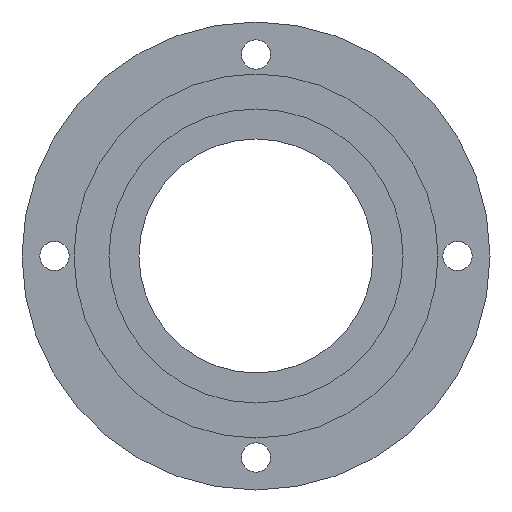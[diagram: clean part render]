
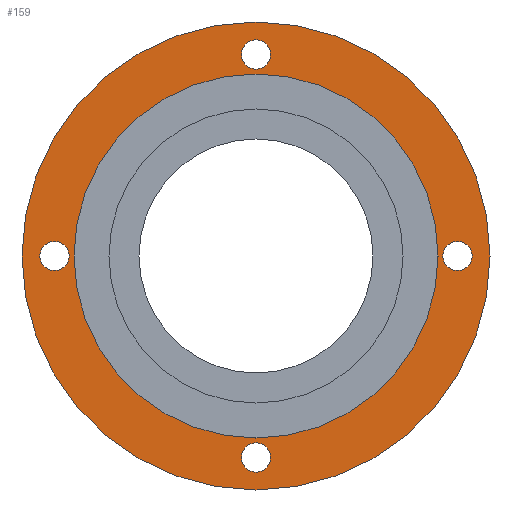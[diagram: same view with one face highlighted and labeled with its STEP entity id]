
A CAD part, left-side view. The second image highlights one B-rep face of the part: STEP entity #159.
In plain terms, the highlighted planar face has unit normal (-1, 0, 0).
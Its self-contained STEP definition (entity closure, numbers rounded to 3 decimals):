
#4 = DIRECTION ( 'NONE',  ( 0., 0., 1. ) ) ;
#8 = DIRECTION ( 'NONE',  ( 1., 0., 0. ) ) ;
#12 = EDGE_CURVE ( 'NONE', #849, #1073, #605, .T. ) ;
#25 = AXIS2_PLACEMENT_3D ( 'NONE', #169, #8, #677 ) ;
#28 = ORIENTED_EDGE ( 'NONE', *, *, #237, .T. ) ;
#45 = EDGE_CURVE ( 'NONE', #272, #771, #633, .T. ) ;
#53 = ORIENTED_EDGE ( 'NONE', *, *, #988, .T. ) ;
#94 = EDGE_LOOP ( 'NONE', ( #103, #359 ) ) ;
#103 = ORIENTED_EDGE ( 'NONE', *, *, #12, .T. ) ;
#104 = ORIENTED_EDGE ( 'NONE', *, *, #640, .F. ) ;
#121 = ORIENTED_EDGE ( 'NONE', *, *, #1040, .T. ) ;
#127 = CIRCLE ( 'NONE', #864, 28. ) ;
#130 = ORIENTED_EDGE ( 'NONE', *, *, #45, .F. ) ;
#159 = ADVANCED_FACE ( 'NONE', ( #188, #969, #351, #404, #945, #454 ), #1067, .F. ) ;
#166 = CARTESIAN_POINT ( 'NONE',  ( -12., -31., 0. ) ) ;
#169 = CARTESIAN_POINT ( 'NONE',  ( -12., 31., 0. ) ) ;
#179 = ORIENTED_EDGE ( 'NONE', *, *, #535, .T. ) ;
#183 = DIRECTION ( 'NONE',  ( 0., 0., 1. ) ) ;
#187 = CIRCLE ( 'NONE', #583, 2.25 ) ;
#188 = FACE_BOUND ( 'NONE', #217, .T. ) ;
#195 = AXIS2_PLACEMENT_3D ( 'NONE', #216, #552, #976 ) ;
#216 = CARTESIAN_POINT ( 'NONE',  ( -12., 36., 0. ) ) ;
#217 = EDGE_LOOP ( 'NONE', ( #28, #53 ) ) ;
#229 = VERTEX_POINT ( 'NONE', #568 ) ;
#237 = EDGE_CURVE ( 'NONE', #678, #781, #295, .T. ) ;
#241 = CARTESIAN_POINT ( 'NONE',  ( -12., 0., 31. ) ) ;
#244 = CARTESIAN_POINT ( 'NONE',  ( -12., 0., -28.75 ) ) ;
#246 = CARTESIAN_POINT ( 'NONE',  ( -12., 31., 0. ) ) ;
#249 = DIRECTION ( 'NONE',  ( 0., 0., -1. ) ) ;
#251 = AXIS2_PLACEMENT_3D ( 'NONE', #726, #1076, #307 ) ;
#252 = VERTEX_POINT ( 'NONE', #1074 ) ;
#258 = CARTESIAN_POINT ( 'NONE',  ( -12., 0., 0. ) ) ;
#267 = DIRECTION ( 'NONE',  ( 0., 0., -1. ) ) ;
#272 = VERTEX_POINT ( 'NONE', #906 ) ;
#274 = EDGE_LOOP ( 'NONE', ( #179, #287 ) ) ;
#276 = CARTESIAN_POINT ( 'NONE',  ( -12., 0., 28.75 ) ) ;
#287 = ORIENTED_EDGE ( 'NONE', *, *, #413, .T. ) ;
#295 = CIRCLE ( 'NONE', #251, 2.25 ) ;
#307 = DIRECTION ( 'NONE',  ( 0., 0., -1. ) ) ;
#329 = EDGE_LOOP ( 'NONE', ( #478, #742 ) ) ;
#338 = CARTESIAN_POINT ( 'NONE',  ( -12., -31., 0. ) ) ;
#347 = EDGE_CURVE ( 'NONE', #948, #821, #391, .T. ) ;
#351 = FACE_BOUND ( 'NONE', #94, .T. ) ;
#359 = ORIENTED_EDGE ( 'NONE', *, *, #840, .T. ) ;
#363 = DIRECTION ( 'NONE',  ( 0., 0., 1. ) ) ;
#370 = CARTESIAN_POINT ( 'NONE',  ( -12., 0., -31. ) ) ;
#372 = AXIS2_PLACEMENT_3D ( 'NONE', #241, #572, #393 ) ;
#376 = DIRECTION ( 'NONE',  ( 1., 0., 0. ) ) ;
#391 = CIRCLE ( 'NONE', #529, 2.25 ) ;
#393 = DIRECTION ( 'NONE',  ( 0., 0., -1. ) ) ;
#404 = FACE_BOUND ( 'NONE', #987, .T. ) ;
#413 = EDGE_CURVE ( 'NONE', #1021, #229, #187, .T. ) ;
#454 = FACE_OUTER_BOUND ( 'NONE', #329, .T. ) ;
#472 = CARTESIAN_POINT ( 'NONE',  ( -12., 0., 0. ) ) ;
#477 = AXIS2_PLACEMENT_3D ( 'NONE', #777, #1050, #267 ) ;
#478 = ORIENTED_EDGE ( 'NONE', *, *, #1006, .T. ) ;
#507 = DIRECTION ( 'NONE',  ( -1., 0., 0. ) ) ;
#525 = CARTESIAN_POINT ( 'NONE',  ( -12., 0., -28. ) ) ;
#529 = AXIS2_PLACEMENT_3D ( 'NONE', #246, #839, #673 ) ;
#535 = EDGE_CURVE ( 'NONE', #229, #1021, #1001, .T. ) ;
#536 = CARTESIAN_POINT ( 'NONE',  ( -12., 0., 0. ) ) ;
#547 = DIRECTION ( 'NONE',  ( 0., 0., -1. ) ) ;
#552 = DIRECTION ( 'NONE',  ( 1., 0., 0. ) ) ;
#568 = CARTESIAN_POINT ( 'NONE',  ( -12., -31., -2.25 ) ) ;
#572 = DIRECTION ( 'NONE',  ( 1., 0., 0. ) ) ;
#583 = AXIS2_PLACEMENT_3D ( 'NONE', #166, #762, #249 ) ;
#605 = CIRCLE ( 'NONE', #477, 2.25 ) ;
#622 = CARTESIAN_POINT ( 'NONE',  ( -12., 0., 33.25 ) ) ;
#633 = CIRCLE ( 'NONE', #1024, 28. ) ;
#640 = EDGE_CURVE ( 'NONE', #771, #272, #127, .T. ) ;
#673 = DIRECTION ( 'NONE',  ( 0., 0., -1. ) ) ;
#677 = DIRECTION ( 'NONE',  ( 0., 0., -1. ) ) ;
#678 = VERTEX_POINT ( 'NONE', #276 ) ;
#697 = EDGE_CURVE ( 'NONE', #989, #252, #830, .T. ) ;
#698 = AXIS2_PLACEMENT_3D ( 'NONE', #338, #944, #775 ) ;
#707 = DIRECTION ( 'NONE',  ( -1., 0., 0. ) ) ;
#726 = CARTESIAN_POINT ( 'NONE',  ( -12., 0., 31. ) ) ;
#742 = ORIENTED_EDGE ( 'NONE', *, *, #697, .T. ) ;
#762 = DIRECTION ( 'NONE',  ( 1., 0., 0. ) ) ;
#771 = VERTEX_POINT ( 'NONE', #525 ) ;
#775 = DIRECTION ( 'NONE',  ( 0., 0., -1. ) ) ;
#777 = CARTESIAN_POINT ( 'NONE',  ( -12., 0., -31. ) ) ;
#781 = VERTEX_POINT ( 'NONE', #622 ) ;
#787 = DIRECTION ( 'NONE',  ( -1., 0., 0. ) ) ;
#821 = VERTEX_POINT ( 'NONE', #1061 ) ;
#830 = CIRCLE ( 'NONE', #932, 36. ) ;
#831 = AXIS2_PLACEMENT_3D ( 'NONE', #370, #376, #547 ) ;
#839 = DIRECTION ( 'NONE',  ( 1., 0., 0. ) ) ;
#840 = EDGE_CURVE ( 'NONE', #1073, #849, #942, .T. ) ;
#844 = CIRCLE ( 'NONE', #372, 2.25 ) ;
#849 = VERTEX_POINT ( 'NONE', #980 ) ;
#851 = ORIENTED_EDGE ( 'NONE', *, *, #347, .T. ) ;
#864 = AXIS2_PLACEMENT_3D ( 'NONE', #258, #507, #4 ) ;
#899 = CARTESIAN_POINT ( 'NONE',  ( -12., 31., 2.25 ) ) ;
#906 = CARTESIAN_POINT ( 'NONE',  ( -12., 0., 28. ) ) ;
#912 = CARTESIAN_POINT ( 'NONE',  ( -12., 0., -36. ) ) ;
#923 = DIRECTION ( 'NONE',  ( 0., 0., 1. ) ) ;
#927 = CARTESIAN_POINT ( 'NONE',  ( -12., -31., 2.25 ) ) ;
#932 = AXIS2_PLACEMENT_3D ( 'NONE', #536, #707, #363 ) ;
#942 = CIRCLE ( 'NONE', #831, 2.25 ) ;
#944 = DIRECTION ( 'NONE',  ( 1., 0., 0. ) ) ;
#945 = FACE_BOUND ( 'NONE', #1034, .T. ) ;
#948 = VERTEX_POINT ( 'NONE', #899 ) ;
#969 = FACE_BOUND ( 'NONE', #274, .T. ) ;
#976 = DIRECTION ( 'NONE',  ( 0., 0., -1. ) ) ;
#980 = CARTESIAN_POINT ( 'NONE',  ( -12., 0., -33.25 ) ) ;
#987 = EDGE_LOOP ( 'NONE', ( #121, #851 ) ) ;
#988 = EDGE_CURVE ( 'NONE', #781, #678, #844, .T. ) ;
#989 = VERTEX_POINT ( 'NONE', #912 ) ;
#995 = DIRECTION ( 'NONE',  ( -1., 0., 0. ) ) ;
#1000 = CIRCLE ( 'NONE', #25, 2.25 ) ;
#1001 = CIRCLE ( 'NONE', #698, 2.25 ) ;
#1006 = EDGE_CURVE ( 'NONE', #252, #989, #1081, .T. ) ;
#1021 = VERTEX_POINT ( 'NONE', #927 ) ;
#1024 = AXIS2_PLACEMENT_3D ( 'NONE', #1047, #787, #183 ) ;
#1034 = EDGE_LOOP ( 'NONE', ( #130, #104 ) ) ;
#1040 = EDGE_CURVE ( 'NONE', #821, #948, #1000, .T. ) ;
#1047 = CARTESIAN_POINT ( 'NONE',  ( -12., 0., 0. ) ) ;
#1050 = DIRECTION ( 'NONE',  ( 1., 0., 0. ) ) ;
#1061 = CARTESIAN_POINT ( 'NONE',  ( -12., 31., -2.25 ) ) ;
#1067 = PLANE ( 'NONE',  #195 ) ;
#1072 = AXIS2_PLACEMENT_3D ( 'NONE', #472, #995, #923 ) ;
#1073 = VERTEX_POINT ( 'NONE', #244 ) ;
#1074 = CARTESIAN_POINT ( 'NONE',  ( -12., 0., 36. ) ) ;
#1076 = DIRECTION ( 'NONE',  ( 1., 0., 0. ) ) ;
#1081 = CIRCLE ( 'NONE', #1072, 36. ) ;
